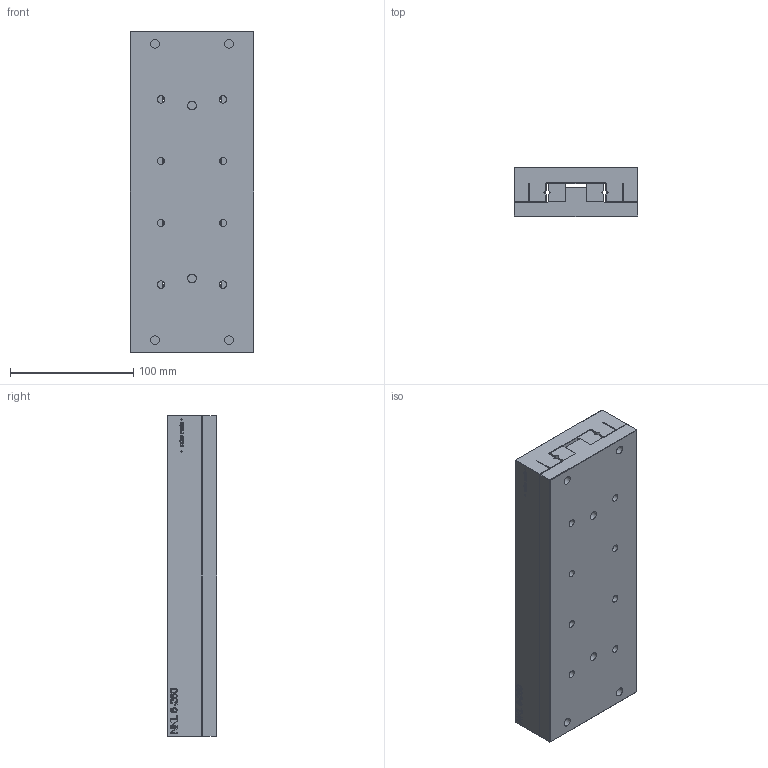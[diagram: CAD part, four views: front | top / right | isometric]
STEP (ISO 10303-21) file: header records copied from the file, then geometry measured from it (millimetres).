
FILE_DESCRIPTION(('FreeCAD Model'),'2;1');
FILE_NAME('NKL 6-260.step', '2020-07-24T18:11:54',('Author'),(''), 'Open CASCADE STEP processor 6.8','FreeCAD','Unknown');
FILE_SCHEMA(('AUTOMOTIVE_DESIGN_CC2 { 1 2 10303 214 -1 1 5 4 }'));
Length unit declared in the file: millimetre
Products named in the file (3): ASSEMBLY; UT; OT
Assembly tree (2 placements, depth 2):
  ASSEMBLY
    UT
    OT
Bounding box: 100 x 40 x 260 mm (x, y, z)
Volume: 990928.1 mm3; surface area: 199099.5 mm2
Topology: 4 solids, 4 shells, 807 faces, 2181 edges, 1410 vertices
Faces by surface type: extrusion 423, plane 340, cylinder 28, cone 16
Full cylindrical faces by diameter (mm): 6 x16, 7 x6, 15 x6
Entity records: 53914 total; most frequent: CARTESIAN_POINT 12926, DIRECTION 6112, VECTOR 5030, LINE 4607, ORIENTED_EDGE 4362, PCURVE 4362, DEFINITIONAL_REPRESENTATION 4362, EDGE_CURVE 2181
